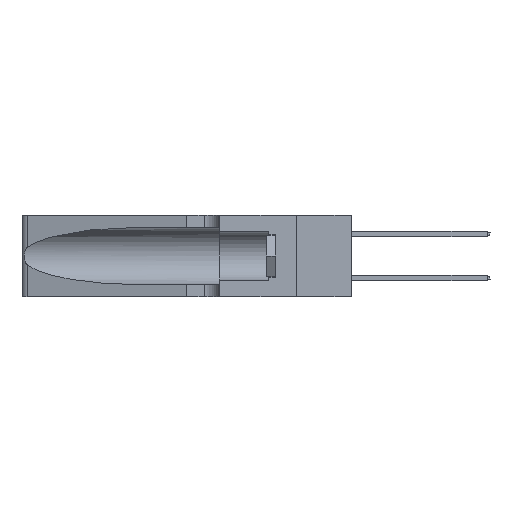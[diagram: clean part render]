
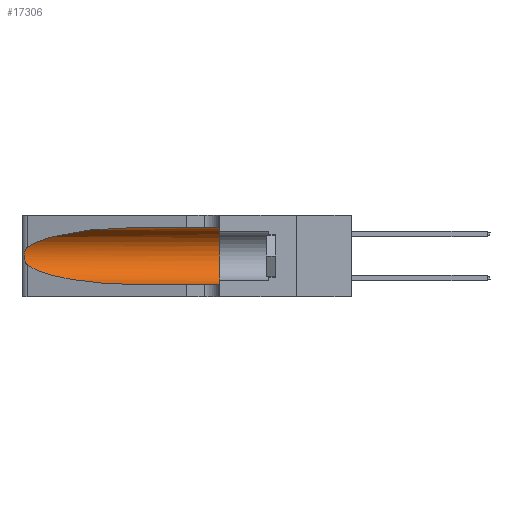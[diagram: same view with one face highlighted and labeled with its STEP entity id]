
A CAD part, left-side view. The second image highlights one B-rep face of the part: STEP entity #17306.
In plain terms, the highlighted cylindrical face has radius 3.308 mm (diameter 6.617 mm), a partial arc.
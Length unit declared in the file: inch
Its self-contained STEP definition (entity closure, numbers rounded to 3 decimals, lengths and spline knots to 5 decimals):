
#182 = CARTESIAN_POINT ( 'NONE',  ( 0.26018, 1.23835, 0.19895 ) ) ;
#631 = VERTEX_POINT ( 'NONE', #18223 ) ;
#1218 = CARTESIAN_POINT ( 'NONE',  ( 0.1305, 1.61858, 0.31525 ) ) ;
#1525 =( BOUNDED_CURVE ( )  B_SPLINE_CURVE ( 3, ( #5874, #20578, #12374, #26875 ),
 .UNSPECIFIED., .F., .F. ) 
 B_SPLINE_CURVE_WITH_KNOTS ( ( 4, 4 ),
 ( 3.44316, 4.71239 ),
 .UNSPECIFIED. ) 
 CURVE ( )  GEOMETRIC_REPRESENTATION_ITEM ( )  RATIONAL_B_SPLINE_CURVE ( ( 1., 0.87, 0.87, 1. ) ) 
 REPRESENTATION_ITEM ( '' )  );
#1551 = CYLINDRICAL_SURFACE ( 'NONE', #6944, 0.13025 ) ;
#2365 = CARTESIAN_POINT ( 'NONE',  ( 0.26075, 1.23896, 0.178 ) ) ;
#3077 = CARTESIAN_POINT ( 'NONE',  ( 0.2373, 1.15595, 0.28018 ) ) ;
#4061 = VECTOR ( 'NONE', #12878, 39.37008 ) ;
#4518 = CARTESIAN_POINT ( 'NONE',  ( 0.25856, 1.23593, 0.16098 ) ) ;
#4628 = EDGE_CURVE ( 'NONE', #631, #10972, #20803, .T. ) ;
#5411 = ORIENTED_EDGE ( 'NONE', *, *, #22341, .T. ) ;
#5799 = ORIENTED_EDGE ( 'NONE', *, *, #19665, .F. ) ;
#5874 = CARTESIAN_POINT ( 'NONE',  ( 0.25487, 1.22718, 0.14631 ) ) ;
#6286 = ORIENTED_EDGE ( 'NONE', *, *, #18919, .T. ) ;
#6612 = CARTESIAN_POINT ( 'NONE',  ( 0.25555, 1.22994, 0.2215 ) ) ;
#6708 = CARTESIAN_POINT ( 'NONE',  ( 0.25639, 1.23186, 0.15144 ) ) ;
#6944 = AXIS2_PLACEMENT_3D ( 'NONE', #8548, #21056, #27264 ) ;
#7185 = ORIENTED_EDGE ( 'NONE', *, *, #4628, .T. ) ;
#7304 = CARTESIAN_POINT ( 'NONE',  ( 0.25487, 1.22718, 0.14631 ) ) ;
#7932 = VERTEX_POINT ( 'NONE', #7304 ) ;
#8548 = CARTESIAN_POINT ( 'NONE',  ( 0.1305, 1.61858, 0.185 ) ) ;
#8781 = LINE ( 'NONE', #1218, #13727 ) ;
#8899 = CARTESIAN_POINT ( 'NONE',  ( 0.25487, 1.22718, 0.14631 ) ) ;
#9122 = DIRECTION ( 'NONE',  ( 0., 1., 0. ) ) ;
#9589 = CARTESIAN_POINT ( 'NONE',  ( 0.1305, 0.35, 0.31525 ) ) ;
#10946 = CARTESIAN_POINT ( 'NONE',  ( 0.25639, 1.23184, 0.21858 ) ) ;
#10972 = VERTEX_POINT ( 'NONE', #27187 ) ;
#11803 = CIRCLE ( 'NONE', #14114, 0.13025 ) ;
#12374 = CARTESIAN_POINT ( 'NONE',  ( 0.18966, 0.96281, 0.05475 ) ) ;
#12878 = DIRECTION ( 'NONE',  ( 0., -1., 0. ) ) ;
#13060 = CARTESIAN_POINT ( 'NONE',  ( 0.25854, 1.2359, 0.20912 ) ) ;
#13727 = VECTOR ( 'NONE', #16114, 39.37008 ) ;
#13736 = CARTESIAN_POINT ( 'NONE',  ( 0.1305, 0.72297, 0.31525 ) ) ;
#13842 = EDGE_LOOP ( 'NONE', ( #7185, #5411, #23279, #6286, #5799, #16072 ) ) ;
#14048 = VERTEX_POINT ( 'NONE', #19550 ) ;
#14114 = AXIS2_PLACEMENT_3D ( 'NONE', #21600, #9122, #23698 ) ;
#14437 = EDGE_CURVE ( 'NONE', #631, #17827, #8781, .T. ) ;
#15051 = CARTESIAN_POINT ( 'NONE',  ( 0.1305, 1.61858, 0.05475 ) ) ;
#15152 = CARTESIAN_POINT ( 'NONE',  ( 0.26075, 1.23896, 0.19203 ) ) ;
#15580 = VERTEX_POINT ( 'NONE', #23679 ) ;
#15817 = CARTESIAN_POINT ( 'NONE',  ( 0.18966, 0.96281, 0.31525 ) ) ;
#15838 = B_SPLINE_CURVE_WITH_KNOTS ( 'NONE', 3,
 ( #21294, #6612, #10946, #25479, #13060, #182, #15152, #2365, #17221, #4518, #19289, #6708, #21387, #8899 ),
 .UNSPECIFIED., .F., .F.,
 ( 4, 2, 2, 2, 2, 2, 4 ),
 ( 0., 0.00027, 0.00053, 0.00107, 0.0016, 0.00187, 0.00214 ),
 .UNSPECIFIED. ) ;
#16072 = ORIENTED_EDGE ( 'NONE', *, *, #14437, .F. ) ;
#16114 = DIRECTION ( 'NONE',  ( 0., -1., 0. ) ) ;
#17221 = CARTESIAN_POINT ( 'NONE',  ( 0.26017, 1.23833, 0.17102 ) ) ;
#17306 = ADVANCED_FACE ( 'NONE', ( #19115 ), #1551, .F. ) ;
#17827 = VERTEX_POINT ( 'NONE', #9589 ) ;
#17903 = CARTESIAN_POINT ( 'NONE',  ( 0.25487, 1.22718, 0.22369 ) ) ;
#18223 = CARTESIAN_POINT ( 'NONE',  ( 0.1305, 0.72297, 0.31525 ) ) ;
#18919 = EDGE_CURVE ( 'NONE', #15580, #14048, #27112, .T. ) ;
#19115 = FACE_OUTER_BOUND ( 'NONE', #13842, .T. ) ;
#19289 = CARTESIAN_POINT ( 'NONE',  ( 0.25789, 1.23486, 0.15765 ) ) ;
#19550 = CARTESIAN_POINT ( 'NONE',  ( 0.1305, 0.35, 0.05475 ) ) ;
#19665 = EDGE_CURVE ( 'NONE', #17827, #14048, #11803, .T. ) ;
#20578 = CARTESIAN_POINT ( 'NONE',  ( 0.2373, 1.15595, 0.08982 ) ) ;
#20803 =( BOUNDED_CURVE ( )  B_SPLINE_CURVE ( 3, ( #13736, #15817, #3077, #17903 ),
 .UNSPECIFIED., .F., .T. ) 
 B_SPLINE_CURVE_WITH_KNOTS ( ( 4, 4 ),
 ( 1.5708, 2.84003 ),
 .UNSPECIFIED. ) 
 CURVE ( )  GEOMETRIC_REPRESENTATION_ITEM ( )  RATIONAL_B_SPLINE_CURVE ( ( 1., 0.87, 0.87, 1. ) ) 
 REPRESENTATION_ITEM ( '' )  );
#21056 = DIRECTION ( 'NONE',  ( 0., -1., 0. ) ) ;
#21294 = CARTESIAN_POINT ( 'NONE',  ( 0.25487, 1.22718, 0.22369 ) ) ;
#21387 = CARTESIAN_POINT ( 'NONE',  ( 0.25555, 1.22993, 0.14849 ) ) ;
#21600 = CARTESIAN_POINT ( 'NONE',  ( 0.1305, 0.35, 0.185 ) ) ;
#22127 = EDGE_CURVE ( 'NONE', #7932, #15580, #1525, .T. ) ;
#22341 = EDGE_CURVE ( 'NONE', #10972, #7932, #15838, .T. ) ;
#23279 = ORIENTED_EDGE ( 'NONE', *, *, #22127, .T. ) ;
#23679 = CARTESIAN_POINT ( 'NONE',  ( 0.1305, 0.72297, 0.05475 ) ) ;
#23698 = DIRECTION ( 'NONE',  ( 0., 0., 1. ) ) ;
#25479 = CARTESIAN_POINT ( 'NONE',  ( 0.25787, 1.23484, 0.2124 ) ) ;
#26875 = CARTESIAN_POINT ( 'NONE',  ( 0.1305, 0.72297, 0.05475 ) ) ;
#27112 = LINE ( 'NONE', #15051, #4061 ) ;
#27187 = CARTESIAN_POINT ( 'NONE',  ( 0.25487, 1.22718, 0.22369 ) ) ;
#27264 = DIRECTION ( 'NONE',  ( 0., 0., -1. ) ) ;
